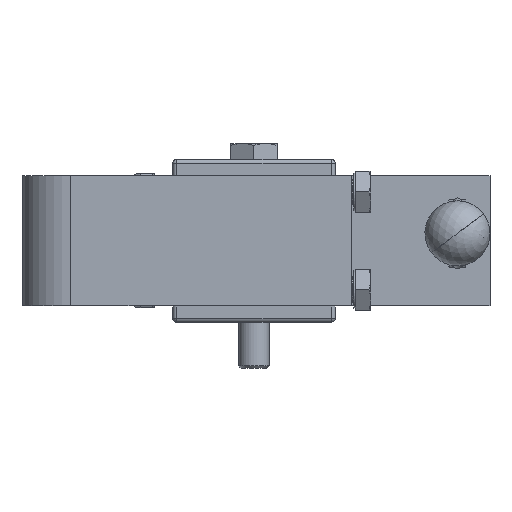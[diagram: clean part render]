
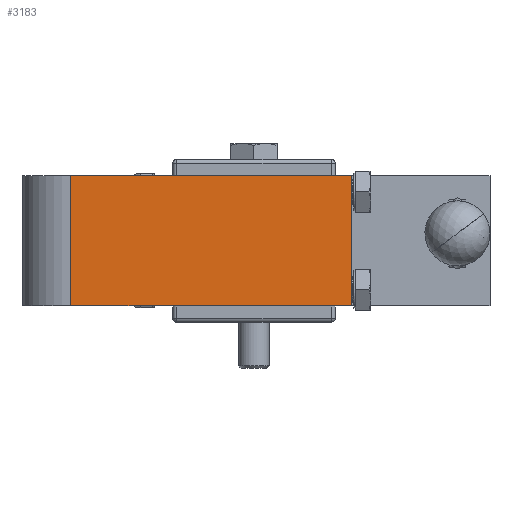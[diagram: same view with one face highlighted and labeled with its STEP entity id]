
A CAD part, front view. The second image highlights one B-rep face of the part: STEP entity #3183.
In plain terms, the highlighted planar face has unit normal (0, -1, 0).
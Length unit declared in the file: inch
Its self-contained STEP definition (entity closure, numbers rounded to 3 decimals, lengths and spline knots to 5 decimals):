
#2837=CARTESIAN_POINT('',(0.07948,-2.93216,-1.0));
#2838=VERTEX_POINT('',#2837);
#2856=CARTESIAN_POINT('',(0.07948,-2.93216,1.0));
#2857=VERTEX_POINT('',#2856);
#2865=CARTESIAN_POINT('',(0.07948,-2.93216,1.0));
#2866=DIRECTION('',(0.0,0.0,-1.0));
#2867=VECTOR('',#2866,2.0);
#2868=LINE('',#2865,#2867);
#2869=EDGE_CURVE('',#2857,#2838,#2868,.T.);
#2911=CARTESIAN_POINT('',(-4.23302,-2.93216,-1.0));
#2912=VERTEX_POINT('',#2911);
#2913=CARTESIAN_POINT('',(-4.23302,-2.93216,-1.0));
#2914=DIRECTION('',(1.0,0.0,0.0));
#2915=VECTOR('',#2914,4.3125);
#2916=LINE('',#2913,#2915);
#2917=EDGE_CURVE('',#2912,#2838,#2916,.T.);
#3160=CARTESIAN_POINT('',(0.82948,-2.93216,0.0));
#3161=DIRECTION('',(0.0,-1.0,0.0));
#3162=DIRECTION('',(0.0,0.0,-1.0));
#3163=AXIS2_PLACEMENT_3D('',#3160,#3161,#3162);
#3164=PLANE('',#3163);
#3165=ORIENTED_EDGE('',*,*,#2869,.F.);
#3166=CARTESIAN_POINT('',(-4.23302,-2.93216,1.0));
#3167=VERTEX_POINT('',#3166);
#3168=CARTESIAN_POINT('',(0.07948,-2.93216,1.0));
#3169=DIRECTION('',(-1.0,0.0,0.0));
#3170=VECTOR('',#3169,4.3125);
#3171=LINE('',#3168,#3170);
#3172=EDGE_CURVE('',#2857,#3167,#3171,.T.);
#3173=ORIENTED_EDGE('',*,*,#3172,.T.);
#3174=CARTESIAN_POINT('',(-4.23302,-2.93216,1.0));
#3175=DIRECTION('',(0.0,0.0,-1.0));
#3176=VECTOR('',#3175,2.0);
#3177=LINE('',#3174,#3176);
#3178=EDGE_CURVE('',#3167,#2912,#3177,.T.);
#3179=ORIENTED_EDGE('',*,*,#3178,.T.);
#3180=ORIENTED_EDGE('',*,*,#2917,.T.);
#3181=EDGE_LOOP('',(#3165,#3173,#3179,#3180));
#3182=FACE_OUTER_BOUND('',#3181,.T.);
#3183=ADVANCED_FACE('',(#3182),#3164,.T.);
